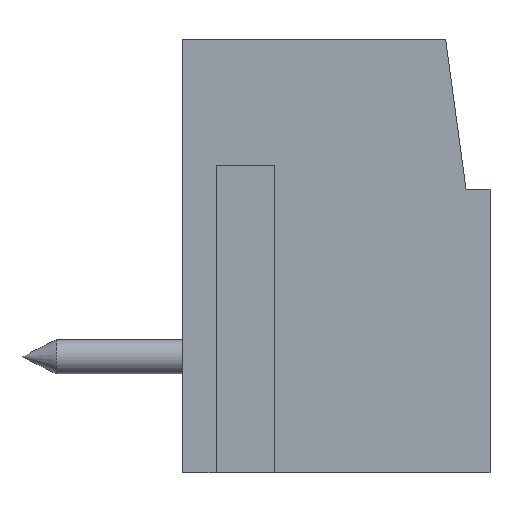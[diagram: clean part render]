
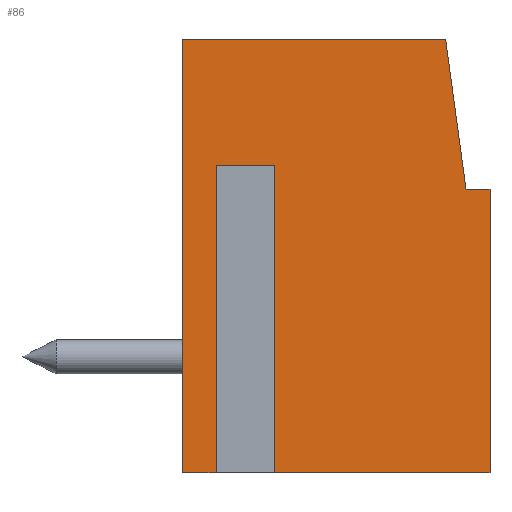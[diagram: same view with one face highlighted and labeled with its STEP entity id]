
A CAD part, left-side view. The second image highlights one B-rep face of the part: STEP entity #86.
In plain terms, the highlighted planar face has unit normal (-1, 0, 0).
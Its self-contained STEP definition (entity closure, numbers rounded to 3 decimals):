
#86 = ADVANCED_FACE( '', ( #213 ), #214, .T. );
#213 = FACE_OUTER_BOUND( '', #394, .T. );
#214 = PLANE( '', #395 );
#394 = EDGE_LOOP( '', ( #595, #596, #597, #598, #599, #600, #601, #602, #603, #604 ) );
#395 = AXIS2_PLACEMENT_3D( '', #605, #606, #607 );
#595 = ORIENTED_EDGE( '', *, *, #1013, .F. );
#596 = ORIENTED_EDGE( '', *, *, #1014, .T. );
#597 = ORIENTED_EDGE( '', *, *, #1015, .T. );
#598 = ORIENTED_EDGE( '', *, *, #1016, .T. );
#599 = ORIENTED_EDGE( '', *, *, #1017, .T. );
#600 = ORIENTED_EDGE( '', *, *, #1018, .T. );
#601 = ORIENTED_EDGE( '', *, *, #1019, .T. );
#602 = ORIENTED_EDGE( '', *, *, #1020, .T. );
#603 = ORIENTED_EDGE( '', *, *, #1021, .T. );
#604 = ORIENTED_EDGE( '', *, *, #1022, .T. );
#605 = CARTESIAN_POINT( '', ( -17.572, -10.279, 0. ) );
#606 = DIRECTION( '', ( -1., 0., 0. ) );
#607 = DIRECTION( '', ( 0., 0., 1. ) );
#1013 = EDGE_CURVE( '', #1199, #1200, #1201, .T. );
#1014 = EDGE_CURVE( '', #1199, #1202, #1203, .T. );
#1015 = EDGE_CURVE( '', #1202, #1204, #1205, .T. );
#1016 = EDGE_CURVE( '', #1204, #1206, #1207, .T. );
#1017 = EDGE_CURVE( '', #1206, #1208, #1209, .T. );
#1018 = EDGE_CURVE( '', #1208, #1210, #1211, .T. );
#1019 = EDGE_CURVE( '', #1210, #1212, #1213, .T. );
#1020 = EDGE_CURVE( '', #1212, #1214, #1215, .T. );
#1021 = EDGE_CURVE( '', #1214, #1216, #1217, .F. );
#1022 = EDGE_CURVE( '', #1216, #1200, #1218, .T. );
#1199 = VERTEX_POINT( '', #1457 );
#1200 = VERTEX_POINT( '', #1458 );
#1201 = LINE( '', #1459, #1460 );
#1202 = VERTEX_POINT( '', #1461 );
#1203 = LINE( '', #1462, #1463 );
#1204 = VERTEX_POINT( '', #1464 );
#1205 = LINE( '', #1465, #1466 );
#1206 = VERTEX_POINT( '', #1467 );
#1207 = LINE( '', #1468, #1469 );
#1208 = VERTEX_POINT( '', #1470 );
#1209 = LINE( '', #1471, #1472 );
#1210 = VERTEX_POINT( '', #1473 );
#1211 = LINE( '', #1474, #1475 );
#1212 = VERTEX_POINT( '', #1476 );
#1213 = LINE( '', #1477, #1478 );
#1214 = VERTEX_POINT( '', #1479 );
#1215 = LINE( '', #1480, #1481 );
#1216 = VERTEX_POINT( '', #1482 );
#1217 = LINE( '', #1483, #1484 );
#1218 = LINE( '', #1485, #1486 );
#1457 = CARTESIAN_POINT( '', ( -17.572, -5.779, 0. ) );
#1458 = CARTESIAN_POINT( '', ( -17.572, -5.779, 12.7 ) );
#1459 = CARTESIAN_POINT( '', ( -17.572, -5.779, 0. ) );
#1460 = VECTOR( '', #1757, 1000. );
#1461 = CARTESIAN_POINT( '', ( -17.572, -7.179, 0. ) );
#1462 = CARTESIAN_POINT( '', ( -17.572, -10.279, 0. ) );
#1463 = VECTOR( '', #1758, 1000. );
#1464 = CARTESIAN_POINT( '', ( -17.572, -7.179, 9. ) );
#1465 = CARTESIAN_POINT( '', ( -17.572, -7.179, 4.5 ) );
#1466 = VECTOR( '', #1759, 1000. );
#1467 = CARTESIAN_POINT( '', ( -17.572, -8.079, 9. ) );
#1468 = CARTESIAN_POINT( '', ( -17.572, -6.779, 9. ) );
#1469 = VECTOR( '', #1760, 1000. );
#1470 = CARTESIAN_POINT( '', ( -17.572, -8.079, 0. ) );
#1471 = CARTESIAN_POINT( '', ( -17.572, -8.079, 4.5 ) );
#1472 = VECTOR( '', #1761, 1000. );
#1473 = CARTESIAN_POINT( '', ( -17.572, -14.779, 0. ) );
#1474 = CARTESIAN_POINT( '', ( -17.572, -10.279, 0. ) );
#1475 = VECTOR( '', #1762, 1000. );
#1476 = CARTESIAN_POINT( '', ( -17.572, -14.779, 8.3 ) );
#1477 = CARTESIAN_POINT( '', ( -17.572, -14.779, 0. ) );
#1478 = VECTOR( '', #1763, 1000. );
#1479 = CARTESIAN_POINT( '', ( -17.572, -14.079, 8.3 ) );
#1480 = CARTESIAN_POINT( '', ( -17.572, -10.279, 8.3 ) );
#1481 = VECTOR( '', #1764, 1000. );
#1482 = CARTESIAN_POINT( '', ( -17.572, -13.479, 12.7 ) );
#1483 = CARTESIAN_POINT( '', ( -17.572, -15.121, 0.66 ) );
#1484 = VECTOR( '', #1765, 1000. );
#1485 = CARTESIAN_POINT( '', ( -17.572, -10.279, 12.7 ) );
#1486 = VECTOR( '', #1766, 1000. );
#1757 = DIRECTION( '', ( 0., 0., 1. ) );
#1758 = DIRECTION( '', ( 0., -1., 0. ) );
#1759 = DIRECTION( '', ( 0., 0., 1. ) );
#1760 = DIRECTION( '', ( 0., -1., 0. ) );
#1761 = DIRECTION( '', ( 0., 0., -1. ) );
#1762 = DIRECTION( '', ( 0., -1., 0. ) );
#1763 = DIRECTION( '', ( 0., 0., 1. ) );
#1764 = DIRECTION( '', ( 0., 1., 0. ) );
#1765 = DIRECTION( '', ( 0., -0.135, -0.991 ) );
#1766 = DIRECTION( '', ( 0., 1., 0. ) );
